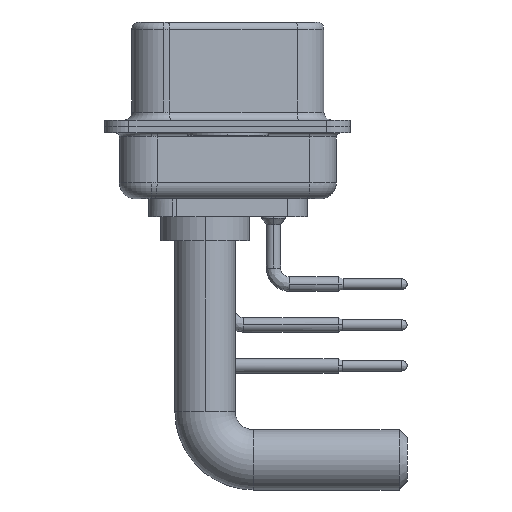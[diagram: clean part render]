
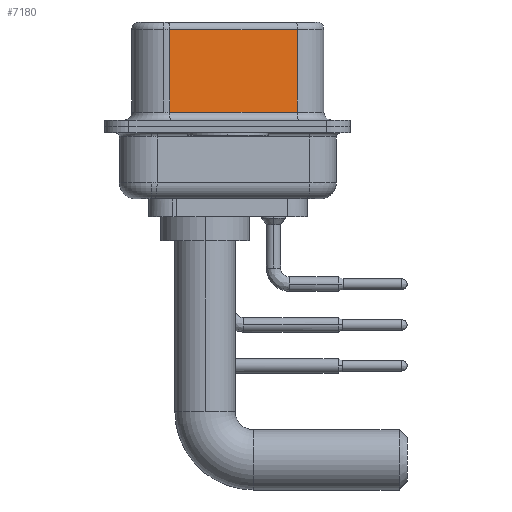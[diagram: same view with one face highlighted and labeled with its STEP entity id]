
A CAD part, left-side view. The second image highlights one B-rep face of the part: STEP entity #7180.
In plain terms, the highlighted planar face has unit normal (-0.985, -0.174, 0).
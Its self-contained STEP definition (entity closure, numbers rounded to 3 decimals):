
#464 = CARTESIAN_POINT ( 'NONE',  ( 5.132, -4.322, 6.02 ) ) ;
#1014 = VECTOR ( 'NONE', #29259, 1000. ) ;
#1286 = DIRECTION ( 'NONE',  ( 0.985, 0.174, 0. ) ) ;
#1666 = CARTESIAN_POINT ( 'NONE',  ( 3.73, 3.628, 6.52 ) ) ;
#2559 = EDGE_CURVE ( 'NONE', #18358, #31269, #13406, .T. ) ;
#2749 = DIRECTION ( 'NONE',  ( -0.174, 0.985, 0. ) ) ;
#7180 = ADVANCED_FACE ( 'NONE', ( #13598 ), #28709, .F. ) ;
#7655 = CARTESIAN_POINT ( 'NONE',  ( 3.73, 3.628, 0.9 ) ) ;
#8126 = LINE ( 'NONE', #27536, #24937 ) ;
#8346 = CARTESIAN_POINT ( 'NONE',  ( 5.132, -4.322, 6.52 ) ) ;
#10227 = AXIS2_PLACEMENT_3D ( 'NONE', #23779, #1286, #11287 ) ;
#11004 = CARTESIAN_POINT ( 'NONE',  ( 3.73, 3.628, 6.02 ) ) ;
#11287 = DIRECTION ( 'NONE',  ( -0.174, 0.985, 0. ) ) ;
#11378 = ORIENTED_EDGE ( 'NONE', *, *, #31933, .T. ) ;
#11937 = VERTEX_POINT ( 'NONE', #7655 ) ;
#13406 = LINE ( 'NONE', #464, #18564 ) ;
#13549 = EDGE_LOOP ( 'NONE', ( #26178, #29996, #21539, #11378 ) ) ;
#13598 = FACE_OUTER_BOUND ( 'NONE', #13549, .T. ) ;
#16585 = VERTEX_POINT ( 'NONE', #23204 ) ;
#17916 = VECTOR ( 'NONE', #25451, 1000. ) ;
#18255 = CARTESIAN_POINT ( 'NONE',  ( 5.132, -4.322, 6.02 ) ) ;
#18358 = VERTEX_POINT ( 'NONE', #18255 ) ;
#18564 = VECTOR ( 'NONE', #2749, 1000. ) ;
#20310 = DIRECTION ( 'NONE',  ( 0.174, -0.985, 0. ) ) ;
#21539 = ORIENTED_EDGE ( 'NONE', *, *, #24018, .T. ) ;
#23204 = CARTESIAN_POINT ( 'NONE',  ( 5.132, -4.322, 0.9 ) ) ;
#23779 = CARTESIAN_POINT ( 'NONE',  ( 5.132, -4.322, 6.52 ) ) ;
#24018 = EDGE_CURVE ( 'NONE', #31269, #11937, #24173, .T. ) ;
#24173 = LINE ( 'NONE', #1666, #1014 ) ;
#24937 = VECTOR ( 'NONE', #20310, 1000. ) ;
#25451 = DIRECTION ( 'NONE',  ( 0., 0., -1. ) ) ;
#26178 = ORIENTED_EDGE ( 'NONE', *, *, #27986, .F. ) ;
#27536 = CARTESIAN_POINT ( 'NONE',  ( 5.132, -4.322, 0.9 ) ) ;
#27986 = EDGE_CURVE ( 'NONE', #18358, #16585, #30856, .T. ) ;
#28709 = PLANE ( 'NONE',  #10227 ) ;
#29259 = DIRECTION ( 'NONE',  ( 0., 0., -1. ) ) ;
#29996 = ORIENTED_EDGE ( 'NONE', *, *, #2559, .T. ) ;
#30856 = LINE ( 'NONE', #8346, #17916 ) ;
#31269 = VERTEX_POINT ( 'NONE', #11004 ) ;
#31933 = EDGE_CURVE ( 'NONE', #11937, #16585, #8126, .T. ) ;
